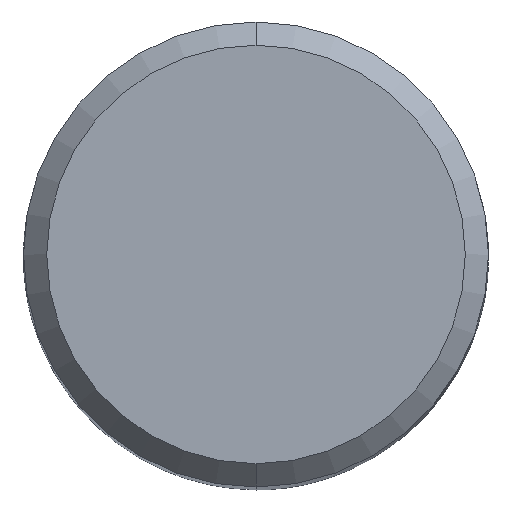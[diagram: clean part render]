
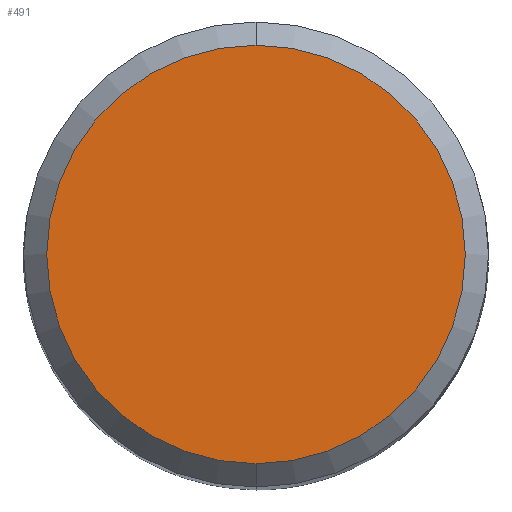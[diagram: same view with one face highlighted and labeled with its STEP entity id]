
A CAD part, top view. The second image highlights one B-rep face of the part: STEP entity #491.
In plain terms, the highlighted planar face has unit normal (0, 0, 1).
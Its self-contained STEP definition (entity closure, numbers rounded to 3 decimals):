
#365=EDGE_CURVE('',#475,#831,#991,.T.);
#475=VERTEX_POINT('',#1111);
#491=ADVANCED_FACE('',(#1127),#1128,.T.);
#797=EDGE_CURVE('',#831,#475,#1462,.T.);
#831=VERTEX_POINT('',#1498);
#991=CIRCLE('',#1736,9.0);
#1111=CARTESIAN_POINT('',(0.0,9.0,0.0));
#1127=FACE_OUTER_BOUND('',#2149,.T.);
#1128=PLANE('',#2150);
#1462=CIRCLE('',#3079,9.0);
#1498=CARTESIAN_POINT('',(0.,-9.0,0.0));
#1736=AXIS2_PLACEMENT_3D('',#3503,#3504,#3505);
#2149=EDGE_LOOP('',(#3626,#3627));
#2150=AXIS2_PLACEMENT_3D('',#3628,#3629,#3630);
#3079=AXIS2_PLACEMENT_3D('',#3938,#3939,#3940);
#3503=CARTESIAN_POINT('',(0.0,0.0,0.0));
#3504=DIRECTION('',(0.0,0.0,-1.0));
#3505=DIRECTION('',(0.0,1.0,0.0));
#3626=ORIENTED_EDGE('',*,*,#365,.F.);
#3627=ORIENTED_EDGE('',*,*,#797,.F.);
#3628=CARTESIAN_POINT('',(0.0,4.5,0.0));
#3629=DIRECTION('',(-0.0,0.0,1.0));
#3630=DIRECTION('',(0.0,-1.0,0.0));
#3938=CARTESIAN_POINT('',(0.0,0.0,0.0));
#3939=DIRECTION('',(0.0,0.0,-1.0));
#3940=DIRECTION('',(0.0,1.0,0.0));
